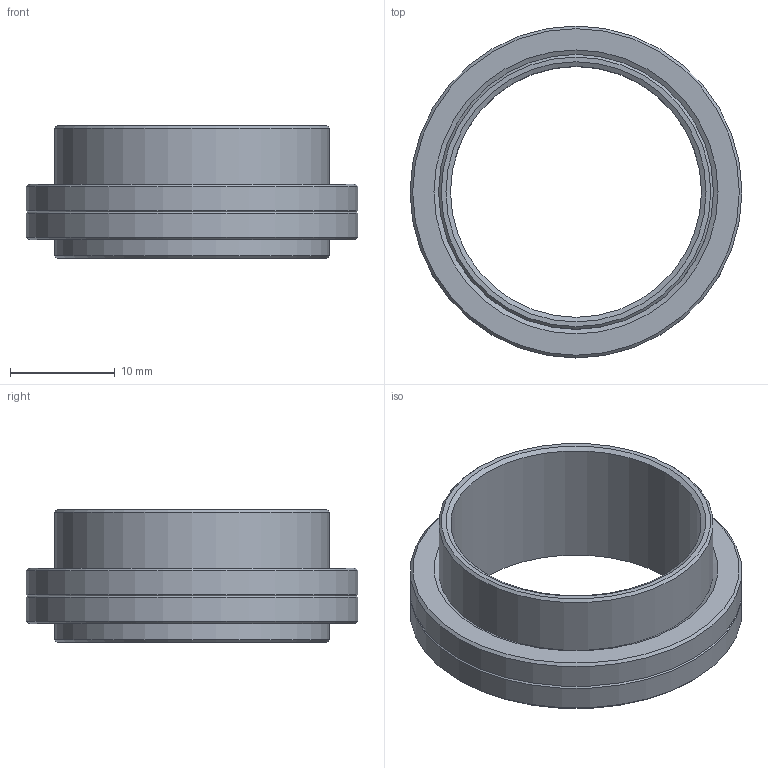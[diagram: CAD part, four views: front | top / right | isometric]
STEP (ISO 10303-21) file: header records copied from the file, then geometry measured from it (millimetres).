
FILE_DESCRIPTION(/* description */ (''),/* implementation_level */ '2;1');
FILE_NAME(/* name */ 'Coupler - Miniature(SM1T2).step',/* time_stamp */ '2024-06-17T21:30:39-04:00',/* author */ (''),/* organization */ (''),/* preprocessor_version */ 'ST-DEVELOPER v20',/* originating_system */ 'Autodesk Translation Framework v12.20.1.177',/* authorisation */ '');
FILE_SCHEMA (('AUTOMOTIVE_DESIGN { 1 0 10303 214 3 1 1 }'));
Length unit declared in the file: millimetre
Products named in the file (1): Coupler - Miniature(SM1T2)
Bounding box: 31.75 x 31.75 x 12.7 mm (x, y, z)
Volume: 2492.5 mm3; surface area: 4028.4 mm2
Topology: 3 solids, 3 shells, 24 faces, 48 edges, 30 vertices
Faces by surface type: cone 12, cylinder 6, plane 6
Full cylindrical faces by diameter (mm): 24.003 x1, 26.289 x3, 31.75 x2
Entity records: 736 total; most frequent: DIRECTION 128, CARTESIAN_POINT 103, ORIENTED_EDGE 96, AXIS2_PLACEMENT_3D 55, EDGE_CURVE 48, EDGE_LOOP 30, CIRCLE 30, VERTEX_POINT 30
